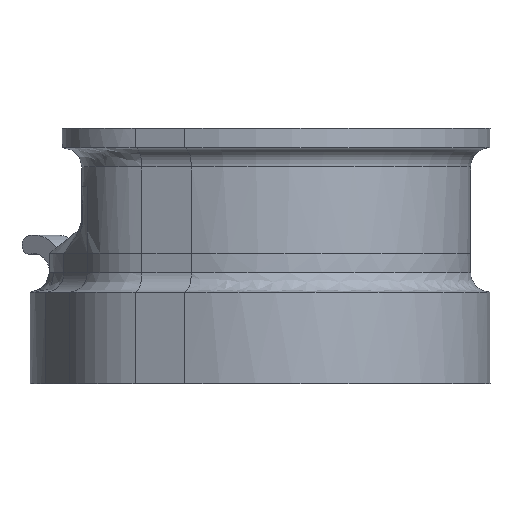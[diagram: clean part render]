
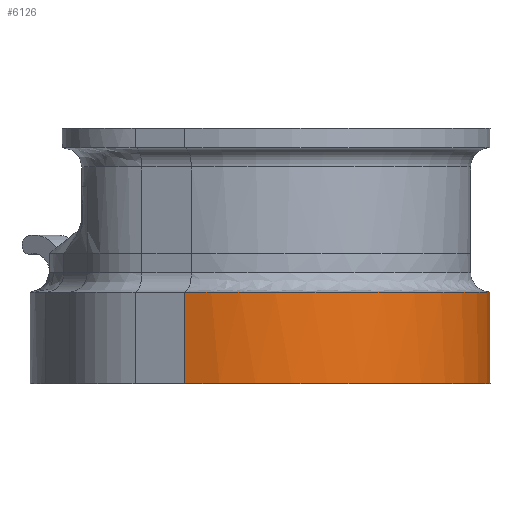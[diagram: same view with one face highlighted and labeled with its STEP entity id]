
A CAD part, front view. The second image highlights one B-rep face of the part: STEP entity #6126.
In plain terms, the highlighted cylindrical face has radius 18.516 mm (diameter 37.032 mm), a partial arc.
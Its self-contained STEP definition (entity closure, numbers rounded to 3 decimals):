
#230 = VERTEX_POINT ( 'NONE', #5665 ) ;
#373 = CYLINDRICAL_SURFACE ( 'NONE', #6480, 18.516 ) ;
#398 = CARTESIAN_POINT ( 'NONE',  ( 20.937, -3.04, -20.902 ) ) ;
#444 = CARTESIAN_POINT ( 'NONE',  ( 2.42, -3.04, -20.902 ) ) ;
#468 = CARTESIAN_POINT ( 'NONE',  ( 2.42, -3.04, -20.902 ) ) ;
#656 = CARTESIAN_POINT ( 'NONE',  ( 20.937, -17.242, -13.402 ) ) ;
#768 = VERTEX_POINT ( 'NONE', #398 ) ;
#885 = DIRECTION ( 'NONE',  ( 0., 0., 1. ) ) ;
#1555 = DIRECTION ( 'NONE',  ( 0., 0., 1. ) ) ;
#1704 = VECTOR ( 'NONE', #5588, 1000. ) ;
#1738 = VECTOR ( 'NONE', #885, 1000. ) ;
#1939 = CARTESIAN_POINT ( 'NONE',  ( 20.937, -3.04, -13.402 ) ) ;
#2124 = DIRECTION ( 'NONE',  ( -1., 0., 0. ) ) ;
#2469 = EDGE_CURVE ( 'NONE', #3090, #768, #4829, .T. ) ;
#2646 = LINE ( 'NONE', #4931, #1704 ) ;
#2658 = LINE ( 'NONE', #6694, #1738 ) ;
#2665 =( BOUNDED_CURVE ( )  B_SPLINE_CURVE ( 3, ( #1939, #656, #2955, #5233 ),
 .UNSPECIFIED., .F., .T. ) 
 B_SPLINE_CURVE_WITH_KNOTS ( ( 4, 4 ),
 ( 0., 0.036 ),
 .UNSPECIFIED. ) 
 CURVE ( )  GEOMETRIC_REPRESENTATION_ITEM ( )  RATIONAL_B_SPLINE_CURVE ( ( 1., 0.714, 0.714, 1. ) ) 
 REPRESENTATION_ITEM ( '' )  );
#2738 = DIRECTION ( 'NONE',  ( 1., 0., 0. ) ) ;
#2784 = ORIENTED_EDGE ( 'NONE', *, *, #6421, .T. ) ;
#2955 = CARTESIAN_POINT ( 'NONE',  ( 9.274, -25.346, -13.402 ) ) ;
#3090 = VERTEX_POINT ( 'NONE', #5106 ) ;
#3102 = ORIENTED_EDGE ( 'NONE', *, *, #4710, .F. ) ;
#4231 = CARTESIAN_POINT ( 'NONE',  ( 20.937, -3.04, -13.402 ) ) ;
#4280 = EDGE_CURVE ( 'NONE', #768, #6428, #2658, .T. ) ;
#4710 = EDGE_CURVE ( 'NONE', #3090, #230, #2646, .T. ) ;
#4829 = CIRCLE ( 'NONE', #5773, 18.516 ) ;
#4873 = DIRECTION ( 'NONE',  ( 0., 0., 1. ) ) ;
#4931 = CARTESIAN_POINT ( 'NONE',  ( -4.036, -20.394, -20.902 ) ) ;
#5106 = CARTESIAN_POINT ( 'NONE',  ( -4.036, -20.394, -20.902 ) ) ;
#5233 = CARTESIAN_POINT ( 'NONE',  ( -4.036, -20.394, -13.403 ) ) ;
#5388 = ORIENTED_EDGE ( 'NONE', *, *, #2469, .T. ) ;
#5497 = FACE_OUTER_BOUND ( 'NONE', #7020, .T. ) ;
#5588 = DIRECTION ( 'NONE',  ( 0., 0., 1. ) ) ;
#5665 = CARTESIAN_POINT ( 'NONE',  ( -4.036, -20.394, -13.403 ) ) ;
#5751 = ORIENTED_EDGE ( 'NONE', *, *, #4280, .T. ) ;
#5773 = AXIS2_PLACEMENT_3D ( 'NONE', #468, #1555, #2124 ) ;
#6126 = ADVANCED_FACE ( 'NONE', ( #5497 ), #373, .T. ) ;
#6421 = EDGE_CURVE ( 'NONE', #6428, #230, #2665, .T. ) ;
#6428 = VERTEX_POINT ( 'NONE', #4231 ) ;
#6480 = AXIS2_PLACEMENT_3D ( 'NONE', #444, #4873, #2738 ) ;
#6694 = CARTESIAN_POINT ( 'NONE',  ( 20.937, -3.04, -20.902 ) ) ;
#7020 = EDGE_LOOP ( 'NONE', ( #2784, #3102, #5388, #5751 ) ) ;
